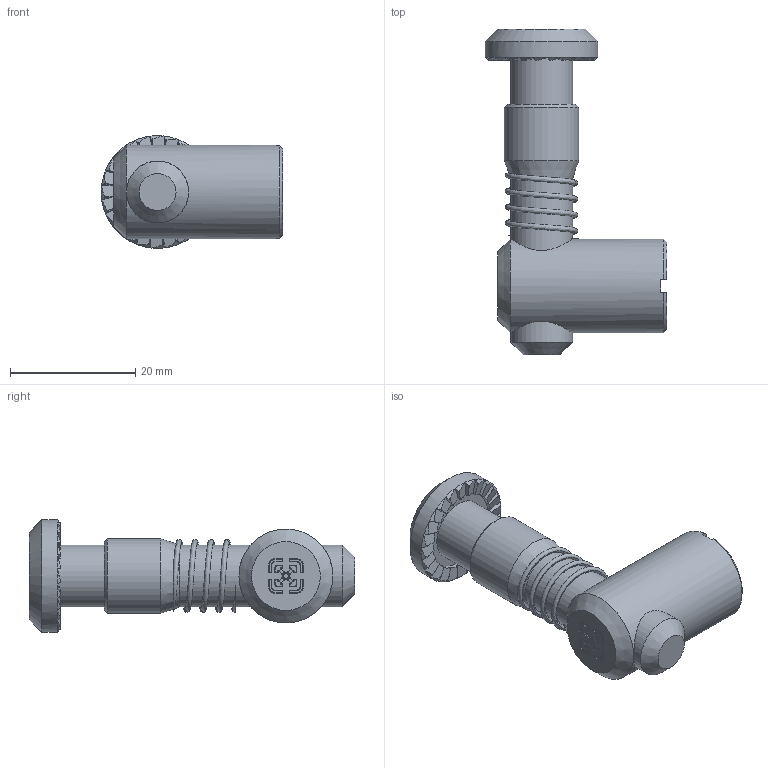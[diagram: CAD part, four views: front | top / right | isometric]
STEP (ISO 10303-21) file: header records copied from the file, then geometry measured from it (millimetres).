
FILE_DESCRIPTION(/* description */ ('Connessione universale'),/* implementation_level */ '2;1');
FILE_NAME(/* name */ 'PCE40-01.stp',/* time_stamp */ '2021-02-19T08:12:36+01:00',/* author */ ('omnitec'),/* organization */ ('Microsoft'),/* preprocessor_version */ 'ST-DEVELOPER v18.1',/* originating_system */ 'Autodesk Inventor 2021',/* authorisation */ '');
FILE_SCHEMA (('AUTOMOTIVE_DESIGN { 1 0 10303 214 3 1 1 }'));
Length unit declared in the file: millimetre
Products named in the file (1): PCE40-01
Bounding box: 29 x 52 x 18 mm (x, y, z)
Volume: 4903 mm3; surface area: 4939.5 mm2
Topology: 2 solids, 4 shells, 236 faces, 630 edges, 400 vertices
Faces by surface type: plane 163, cone 63, cylinder 8, bspline 2
Full cylindrical faces by diameter (mm): 8.5 x1, 9.9 x3, 11.9 x1, 13 x1, 15 x1, 18 x1
Entity records: 9053 total; most frequent: CARTESIAN_POINT 3085, DIRECTION 1266, ORIENTED_EDGE 1227, EDGE_CURVE 629, AXIS2_PLACEMENT_3D 448, VERTEX_POINT 400, LINE 370, VECTOR 370
